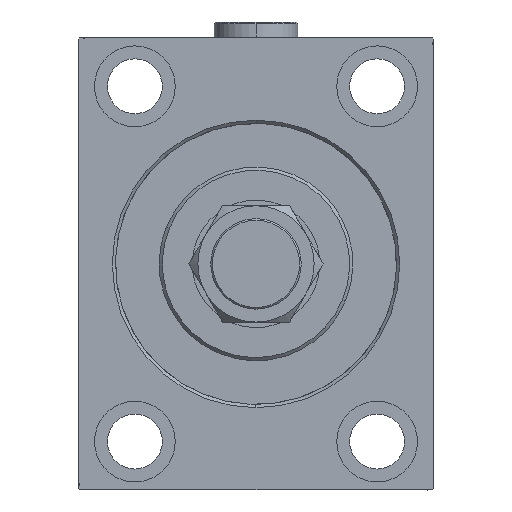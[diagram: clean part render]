
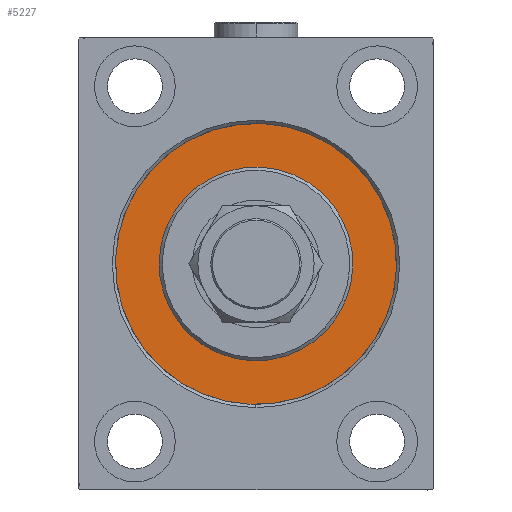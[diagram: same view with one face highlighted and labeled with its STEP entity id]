
A CAD part, left-side view. The second image highlights one B-rep face of the part: STEP entity #5227.
In plain terms, the highlighted face is planar.
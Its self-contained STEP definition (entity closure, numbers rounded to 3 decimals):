
#466 = CARTESIAN_POINT ( 'NONE',  ( 0., 0., -43.5 ) ) ;
#922 = PLANE ( 'NONE',  #47038 ) ;
#1173 = ORIENTED_EDGE ( 'NONE', *, *, #27284, .F. ) ;
#2290 = VERTEX_POINT ( 'NONE', #44182 ) ;
#4835 = AXIS2_PLACEMENT_3D ( 'NONE', #46300, #41777, #45342 ) ;
#5227 = ADVANCED_FACE ( 'NONE', ( #33513, #40174 ), #922, .F. ) ;
#6309 = EDGE_CURVE ( 'NONE', #40835, #9691, #36445, .T. ) ;
#6594 = DIRECTION ( 'NONE',  ( 0., 0., -1. ) ) ;
#9691 = VERTEX_POINT ( 'NONE', #32505 ) ;
#12191 = AXIS2_PLACEMENT_3D ( 'NONE', #13512, #13751, #6594 ) ;
#13512 = CARTESIAN_POINT ( 'NONE',  ( 0., 0., 0. ) ) ;
#13751 = DIRECTION ( 'NONE',  ( 1., 0., 0. ) ) ;
#13909 = ORIENTED_EDGE ( 'NONE', *, *, #6309, .F. ) ;
#14098 = CIRCLE ( 'NONE', #42158, 43.5 ) ;
#15129 = ORIENTED_EDGE ( 'NONE', *, *, #43209, .F. ) ;
#16703 = AXIS2_PLACEMENT_3D ( 'NONE', #31572, #46303, #17764 ) ;
#17517 = CIRCLE ( 'NONE', #12191, 30. ) ;
#17764 = DIRECTION ( 'NONE',  ( 0., 0., -1. ) ) ;
#19240 = DIRECTION ( 'NONE',  ( -1., 0., 0. ) ) ;
#20695 = VERTEX_POINT ( 'NONE', #466 ) ;
#22531 = CARTESIAN_POINT ( 'NONE',  ( 0., 0., 0. ) ) ;
#24047 = CARTESIAN_POINT ( 'NONE',  ( 0., 0., 30. ) ) ;
#26450 = ORIENTED_EDGE ( 'NONE', *, *, #46390, .F. ) ;
#27284 = EDGE_CURVE ( 'NONE', #9691, #40835, #17517, .T. ) ;
#29908 = DIRECTION ( 'NONE',  ( -1., 0., 0. ) ) ;
#30177 = CARTESIAN_POINT ( 'NONE',  ( 0., 0., 0. ) ) ;
#31572 = CARTESIAN_POINT ( 'NONE',  ( 0., 0., 0. ) ) ;
#32505 = CARTESIAN_POINT ( 'NONE',  ( 0., 0., -30. ) ) ;
#33513 = FACE_BOUND ( 'NONE', #34490, .T. ) ;
#33745 = DIRECTION ( 'NONE',  ( 0., 0., 1. ) ) ;
#34490 = EDGE_LOOP ( 'NONE', ( #13909, #1173 ) ) ;
#36445 = CIRCLE ( 'NONE', #16703, 30. ) ;
#36802 = DIRECTION ( 'NONE',  ( 0., 0., 1. ) ) ;
#40174 = FACE_OUTER_BOUND ( 'NONE', #42610, .T. ) ;
#40835 = VERTEX_POINT ( 'NONE', #24047 ) ;
#41777 = DIRECTION ( 'NONE',  ( -1., 0., 0. ) ) ;
#42158 = AXIS2_PLACEMENT_3D ( 'NONE', #22531, #29908, #36802 ) ;
#42610 = EDGE_LOOP ( 'NONE', ( #26450, #15129 ) ) ;
#43209 = EDGE_CURVE ( 'NONE', #2290, #20695, #46609, .T. ) ;
#44182 = CARTESIAN_POINT ( 'NONE',  ( 0., 0., 43.5 ) ) ;
#45342 = DIRECTION ( 'NONE',  ( 0., 0., 1. ) ) ;
#46300 = CARTESIAN_POINT ( 'NONE',  ( 0., 0., 0. ) ) ;
#46303 = DIRECTION ( 'NONE',  ( 1., 0., 0. ) ) ;
#46390 = EDGE_CURVE ( 'NONE', #20695, #2290, #14098, .T. ) ;
#46609 = CIRCLE ( 'NONE', #4835, 43.5 ) ;
#47038 = AXIS2_PLACEMENT_3D ( 'NONE', #30177, #19240, #33745 ) ;
